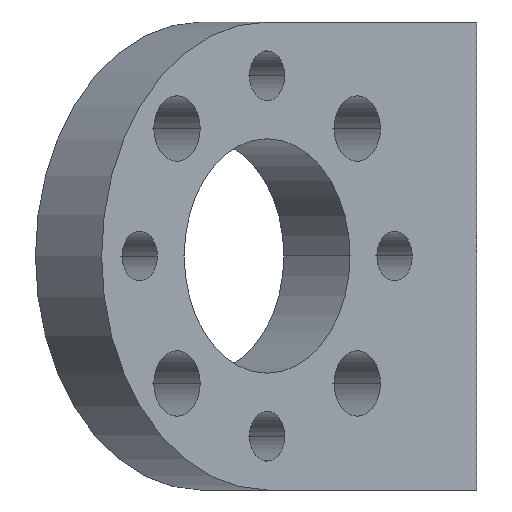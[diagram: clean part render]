
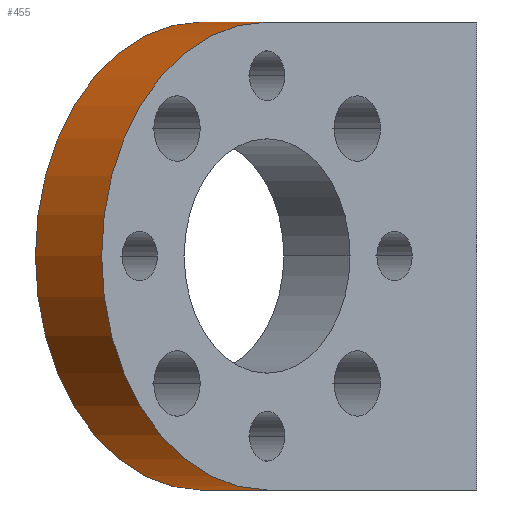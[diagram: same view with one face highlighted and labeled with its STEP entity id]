
A CAD part, left-side view. The second image highlights one B-rep face of the part: STEP entity #455.
In plain terms, the highlighted cylindrical face has radius 12.7 mm (diameter 25.4 mm), a partial arc.
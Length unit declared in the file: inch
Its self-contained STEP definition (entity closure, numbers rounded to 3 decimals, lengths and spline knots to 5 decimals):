
#112 = VECTOR ( 'NONE', #1226, 39.37008 ) ;
#132 = VERTEX_POINT ( 'NONE', #1528 ) ;
#159 = EDGE_LOOP ( 'NONE', ( #970, #548, #184, #724 ) ) ;
#184 = ORIENTED_EDGE ( 'NONE', *, *, #1360, .F. ) ;
#224 = FACE_OUTER_BOUND ( 'NONE', #159, .T. ) ;
#308 = VERTEX_POINT ( 'NONE', #1478 ) ;
#391 = CARTESIAN_POINT ( 'NONE',  ( -1.08033, 0.44749, 0.5 ) ) ;
#408 = AXIS2_PLACEMENT_3D ( 'NONE', #874, #892, #928 ) ;
#428 = AXIS2_PLACEMENT_3D ( 'NONE', #1128, #1078, #1118 ) ;
#449 = LINE ( 'NONE', #1168, #112 ) ;
#455 = ADVANCED_FACE ( 'NONE', ( #224 ), #1176, .T. ) ;
#548 = ORIENTED_EDGE ( 'NONE', *, *, #1355, .F. ) ;
#724 = ORIENTED_EDGE ( 'NONE', *, *, #1367, .F. ) ;
#767 = VECTOR ( 'NONE', #1229, 39.37008 ) ;
#772 = AXIS2_PLACEMENT_3D ( 'NONE', #1349, #1203, #1253 ) ;
#874 = CARTESIAN_POINT ( 'NONE',  ( -1.08033, 0.44749, 0. ) ) ;
#892 = DIRECTION ( 'NONE',  ( -0.707, -0.707, 0. ) ) ;
#928 = DIRECTION ( 'NONE',  ( 0.707, -0.707, 0. ) ) ;
#970 = ORIENTED_EDGE ( 'NONE', *, *, #1352, .F. ) ;
#989 = VERTEX_POINT ( 'NONE', #391 ) ;
#1078 = DIRECTION ( 'NONE',  ( 0.707, 0.707, 0. ) ) ;
#1092 = LINE ( 'NONE', #1437, #767 ) ;
#1118 = DIRECTION ( 'NONE',  ( -0.707, 0.707, 0. ) ) ;
#1128 = CARTESIAN_POINT ( 'NONE',  ( -0.93891, 0.58891, 0. ) ) ;
#1168 = CARTESIAN_POINT ( 'NONE',  ( -1.33454, 0.19327, -0.5 ) ) ;
#1176 = CYLINDRICAL_SURFACE ( 'NONE', #772, 0.5 ) ;
#1203 = DIRECTION ( 'NONE',  ( -0.707, -0.707, 0. ) ) ;
#1226 = DIRECTION ( 'NONE',  ( 0.707, 0.707, 0. ) ) ;
#1229 = DIRECTION ( 'NONE',  ( -0.707, -0.707, 0. ) ) ;
#1253 = DIRECTION ( 'NONE',  ( 0.707, -0.707, 0. ) ) ;
#1349 = CARTESIAN_POINT ( 'NONE',  ( -0.93891, 0.58891, 0. ) ) ;
#1352 = EDGE_CURVE ( 'NONE', #1590, #989, #1092, .T. ) ;
#1355 = EDGE_CURVE ( 'NONE', #132, #1590, #1441, .T. ) ;
#1360 = EDGE_CURVE ( 'NONE', #308, #132, #449, .T. ) ;
#1367 = EDGE_CURVE ( 'NONE', #989, #308, #1483, .T. ) ;
#1437 = CARTESIAN_POINT ( 'NONE',  ( -1.33454, 0.19327, 0.5 ) ) ;
#1441 = CIRCLE ( 'NONE', #428, 0.5 ) ;
#1478 = CARTESIAN_POINT ( 'NONE',  ( -1.08033, 0.44749, -0.5 ) ) ;
#1483 = CIRCLE ( 'NONE', #408, 0.5 ) ;
#1526 = CARTESIAN_POINT ( 'NONE',  ( -0.93891, 0.58891, 0.5 ) ) ;
#1528 = CARTESIAN_POINT ( 'NONE',  ( -0.93891, 0.58891, -0.5 ) ) ;
#1590 = VERTEX_POINT ( 'NONE', #1526 ) ;
